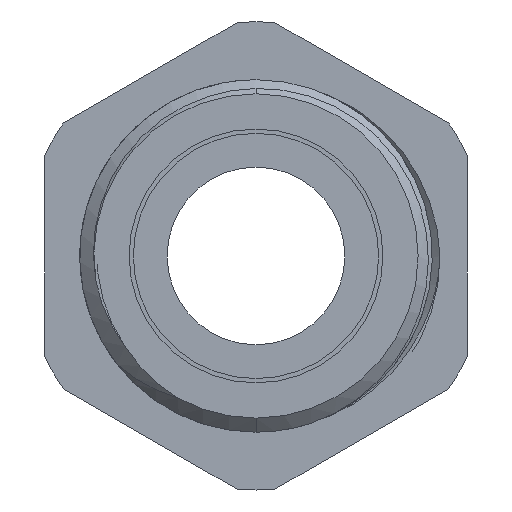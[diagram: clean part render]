
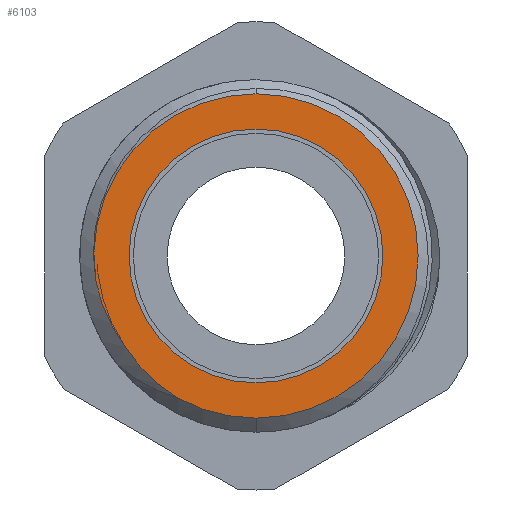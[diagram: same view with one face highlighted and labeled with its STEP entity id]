
A CAD part, front view. The second image highlights one B-rep face of the part: STEP entity #6103.
In plain terms, the highlighted planar face has unit normal (0, -1, 0).
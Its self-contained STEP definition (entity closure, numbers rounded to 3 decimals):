
#418 = CARTESIAN_POINT ( 'NONE',  ( 0., -6., 0. ) ) ;
#529 = EDGE_CURVE ( 'NONE', #8856, #7822, #3997, .T. ) ;
#565 = CARTESIAN_POINT ( 'NONE',  ( 0., -6., -5.75 ) ) ;
#595 = DIRECTION ( 'NONE',  ( 0., -1., 0. ) ) ;
#691 = VERTEX_POINT ( 'NONE', #2375 ) ;
#883 = DIRECTION ( 'NONE',  ( 0., -1., 0. ) ) ;
#1078 = ORIENTED_EDGE ( 'NONE', *, *, #4559, .T. ) ;
#1481 = AXIS2_PLACEMENT_3D ( 'NONE', #6608, #883, #7523 ) ;
#1483 = ORIENTED_EDGE ( 'NONE', *, *, #6211, .T. ) ;
#2085 = CARTESIAN_POINT ( 'NONE',  ( -5.457, -6., -1.706 ) ) ;
#2298 = AXIS2_PLACEMENT_3D ( 'NONE', #2761, #9261, #3761 ) ;
#2315 = DIRECTION ( 'NONE',  ( 0., 1., 0. ) ) ;
#2375 = CARTESIAN_POINT ( 'NONE',  ( -5.681, -6., -0.887 ) ) ;
#2745 = CARTESIAN_POINT ( 'NONE',  ( 0., -6., 4.5 ) ) ;
#2761 = CARTESIAN_POINT ( 'NONE',  ( 0., -6., 0. ) ) ;
#2814 = EDGE_CURVE ( 'NONE', #10855, #8806, #7510, .T. ) ;
#2983 = AXIS2_PLACEMENT_3D ( 'NONE', #418, #2315, #8848 ) ;
#3017 = CARTESIAN_POINT ( 'NONE',  ( 0., -6., 0. ) ) ;
#3047 = CARTESIAN_POINT ( 'NONE',  ( -5.118, -6., -2.492 ) ) ;
#3213 = EDGE_LOOP ( 'NONE', ( #1078, #8907, #1483, #11161, #4669 ) ) ;
#3540 = AXIS2_PLACEMENT_3D ( 'NONE', #9452, #3964, #10332 ) ;
#3565 = CIRCLE ( 'NONE', #4943, 5.75 ) ;
#3747 = EDGE_CURVE ( 'NONE', #8806, #10855, #9540, .T. ) ;
#3761 = DIRECTION ( 'NONE',  ( 0., 0., -1. ) ) ;
#3789 = EDGE_CURVE ( 'NONE', #5129, #691, #9262, .T. ) ;
#3964 = DIRECTION ( 'NONE',  ( 0., -1., 0. ) ) ;
#3997 = B_SPLINE_CURVE_WITH_KNOTS ( 'NONE', 3,
 ( #4318, #4332, #4333, #4278, #4268, #4252, #4250, #4244 ),
 .UNSPECIFIED., .F., .F.,
 ( 4, 2, 2, 4 ),
 ( 0., 0.001, 0.002, 0.003 ),
 .UNSPECIFIED. ) ;
#4003 = DIRECTION ( 'NONE',  ( 0., 0., 1. ) ) ;
#4043 = CARTESIAN_POINT ( 'NONE',  ( -4.643, -6., -3.202 ) ) ;
#4244 = CARTESIAN_POINT ( 'NONE',  ( -2.775, -6., -5.036 ) ) ;
#4250 = CARTESIAN_POINT ( 'NONE',  ( -2.962, -6., -4.922 ) ) ;
#4252 = CARTESIAN_POINT ( 'NONE',  ( -3.143, -6., -4.798 ) ) ;
#4268 = CARTESIAN_POINT ( 'NONE',  ( -3.491, -6., -4.527 ) ) ;
#4278 = CARTESIAN_POINT ( 'NONE',  ( -3.659, -6., -4.381 ) ) ;
#4310 = CIRCLE ( 'NONE', #1481, 5.75 ) ;
#4318 = CARTESIAN_POINT ( 'NONE',  ( -4.643, -6., -3.202 ) ) ;
#4332 = CARTESIAN_POINT ( 'NONE',  ( -4.407, -6., -3.578 ) ) ;
#4333 = CARTESIAN_POINT ( 'NONE',  ( -4.131, -6., -3.919 ) ) ;
#4470 = FACE_OUTER_BOUND ( 'NONE', #3213, .T. ) ;
#4538 = CARTESIAN_POINT ( 'NONE',  ( 0., -6., 5.75 ) ) ;
#4559 = EDGE_CURVE ( 'NONE', #691, #8856, #9814, .T. ) ;
#4669 = ORIENTED_EDGE ( 'NONE', *, *, #3789, .T. ) ;
#4711 = CARTESIAN_POINT ( 'NONE',  ( -4.643, -6., -3.202 ) ) ;
#4943 = AXIS2_PLACEMENT_3D ( 'NONE', #6320, #595, #7248 ) ;
#5129 = VERTEX_POINT ( 'NONE', #4538 ) ;
#5435 = CARTESIAN_POINT ( 'NONE',  ( 0., -6., -4.5 ) ) ;
#6103 = ADVANCED_FACE ( 'NONE', ( #11350, #4470 ), #7983, .F. ) ;
#6211 = EDGE_CURVE ( 'NONE', #7822, #10225, #3565, .T. ) ;
#6320 = CARTESIAN_POINT ( 'NONE',  ( 0., -6., 0. ) ) ;
#6471 = EDGE_CURVE ( 'NONE', #10225, #5129, #4310, .T. ) ;
#6608 = CARTESIAN_POINT ( 'NONE',  ( 0., -6., 0. ) ) ;
#6737 = AXIS2_PLACEMENT_3D ( 'NONE', #3017, #9494, #4003 ) ;
#7248 = DIRECTION ( 'NONE',  ( 0., 0., 1. ) ) ;
#7422 = ORIENTED_EDGE ( 'NONE', *, *, #3747, .F. ) ;
#7510 = CIRCLE ( 'NONE', #2298, 4.5 ) ;
#7523 = DIRECTION ( 'NONE',  ( 0., 0., 1. ) ) ;
#7729 = CARTESIAN_POINT ( 'NONE',  ( -5.64, -6., -1.094 ) ) ;
#7766 = CARTESIAN_POINT ( 'NONE',  ( -5.587, -6., -1.3 ) ) ;
#7822 = VERTEX_POINT ( 'NONE', #8994 ) ;
#7983 = PLANE ( 'NONE',  #2983 ) ;
#8639 = CARTESIAN_POINT ( 'NONE',  ( -5.38, -6., -1.908 ) ) ;
#8747 = EDGE_LOOP ( 'NONE', ( #9401, #7422 ) ) ;
#8806 = VERTEX_POINT ( 'NONE', #2745 ) ;
#8848 = DIRECTION ( 'NONE',  ( 0., 0., 1. ) ) ;
#8856 = VERTEX_POINT ( 'NONE', #4711 ) ;
#8907 = ORIENTED_EDGE ( 'NONE', *, *, #529, .T. ) ;
#8994 = CARTESIAN_POINT ( 'NONE',  ( -2.775, -6., -5.036 ) ) ;
#9261 = DIRECTION ( 'NONE',  ( 0., -1., 0. ) ) ;
#9262 = CIRCLE ( 'NONE', #6737, 5.75 ) ;
#9401 = ORIENTED_EDGE ( 'NONE', *, *, #2814, .F. ) ;
#9452 = CARTESIAN_POINT ( 'NONE',  ( 0., -6., 0. ) ) ;
#9494 = DIRECTION ( 'NONE',  ( 0., -1., 0. ) ) ;
#9524 = CARTESIAN_POINT ( 'NONE',  ( -4.902, -6., -2.859 ) ) ;
#9540 = CIRCLE ( 'NONE', #3540, 4.5 ) ;
#9814 = B_SPLINE_CURVE_WITH_KNOTS ( 'NONE', 3,
 ( #11220, #7729, #7766, #2085, #8639, #3047, #9524, #4043 ),
 .UNSPECIFIED., .F., .F.,
 ( 4, 2, 2, 4 ),
 ( 0.008, 0.009, 0.01, 0.011 ),
 .UNSPECIFIED. ) ;
#10225 = VERTEX_POINT ( 'NONE', #565 ) ;
#10332 = DIRECTION ( 'NONE',  ( 0., 0., -1. ) ) ;
#10855 = VERTEX_POINT ( 'NONE', #5435 ) ;
#11161 = ORIENTED_EDGE ( 'NONE', *, *, #6471, .T. ) ;
#11220 = CARTESIAN_POINT ( 'NONE',  ( -5.681, -6., -0.887 ) ) ;
#11350 = FACE_BOUND ( 'NONE', #8747, .T. ) ;
